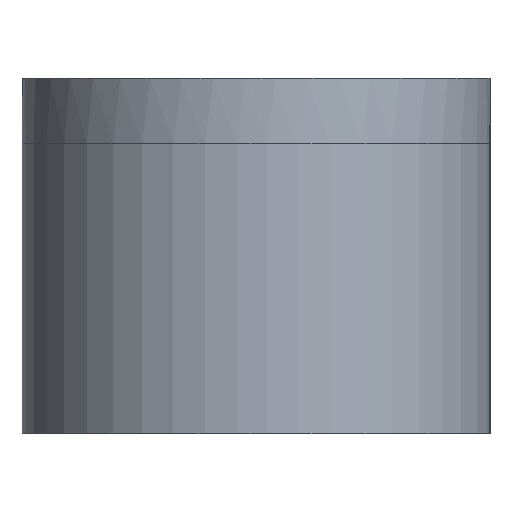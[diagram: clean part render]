
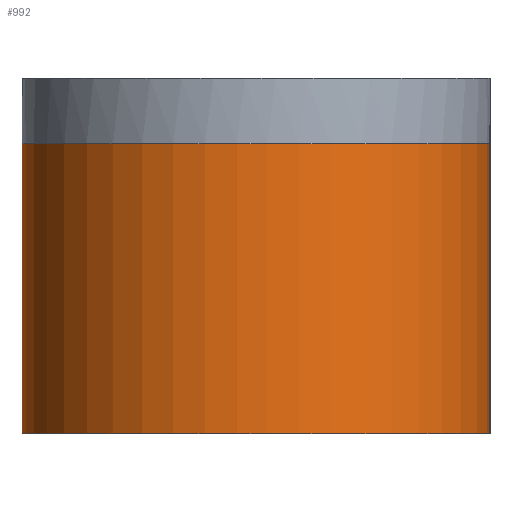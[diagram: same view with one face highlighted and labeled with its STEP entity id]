
A CAD part, left-side view. The second image highlights one B-rep face of the part: STEP entity #992.
In plain terms, the highlighted free-form (B-spline) face has degree [2, 1] with [5, 2] control points.
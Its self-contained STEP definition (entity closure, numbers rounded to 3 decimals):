
#243 = VERTEX_POINT('',#244);
#244 = CARTESIAN_POINT('',(-21.057,7.153,-10.881
    ));
#249 = EDGE_CURVE('',#250,#243,#252,.T.);
#250 = VERTEX_POINT('',#251);
#251 = CARTESIAN_POINT('',(-21.057,7.153,-2.015
    ));
#252 = B_SPLINE_CURVE_WITH_KNOTS('',1,(#253,#254),.UNSPECIFIED.,.F.,.F.,
  (2,2),(2.5,13.5),.PIECEWISE_BEZIER_KNOTS.);
#253 = CARTESIAN_POINT('',(-21.057,7.153,-2.015
    ));
#254 = CARTESIAN_POINT('',(-21.057,7.153,-10.881
    ));
#692 = VERTEX_POINT('',#693);
#693 = CARTESIAN_POINT('',(-21.057,-7.153,
    -2.015));
#700 = EDGE_CURVE('',#692,#250,#701,.T.);
#701 = ( BOUNDED_CURVE() B_SPLINE_CURVE(2,(#702,#703,#704,#705,#706),
.UNSPECIFIED.,.F.,.F.) B_SPLINE_CURVE_WITH_KNOTS((3,2,3),(3.142,
4.712,6.283),.PIECEWISE_BEZIER_KNOTS.) CURVE() 
GEOMETRIC_REPRESENTATION_ITEM() RATIONAL_B_SPLINE_CURVE((1.,
0.707,1.,0.707,1.)) REPRESENTATION_ITEM('') );
#702 = CARTESIAN_POINT('',(-21.057,-7.153,
    -2.015));
#703 = CARTESIAN_POINT('',(-28.211,-7.153,
    -2.015));
#704 = CARTESIAN_POINT('',(-28.211,0.,
    -2.015));
#705 = CARTESIAN_POINT('',(-28.211,7.153,-2.015
    ));
#706 = CARTESIAN_POINT('',(-21.057,7.153,-2.015
    ));
#992 = ADVANCED_FACE('',(#993),#1012,.T.);
#993 = FACE_BOUND('',#994,.T.);
#994 = EDGE_LOOP('',(#995,#996,#997,#1007));
#995 = ORIENTED_EDGE('',*,*,#700,.T.);
#996 = ORIENTED_EDGE('',*,*,#249,.T.);
#997 = ORIENTED_EDGE('',*,*,#998,.F.);
#998 = EDGE_CURVE('',#999,#243,#1001,.T.);
#999 = VERTEX_POINT('',#1000);
#1000 = CARTESIAN_POINT('',(-21.057,-7.153,
    -10.881));
#1001 = ( BOUNDED_CURVE() B_SPLINE_CURVE(2,(#1002,#1003,#1004,#1005,
#1006),.UNSPECIFIED.,.F.,.F.) B_SPLINE_CURVE_WITH_KNOTS((3,2,3),(
    3.142,4.712,6.283),
.PIECEWISE_BEZIER_KNOTS.) CURVE() GEOMETRIC_REPRESENTATION_ITEM() 
RATIONAL_B_SPLINE_CURVE((1.,0.707,1.,0.707,1.)) 
REPRESENTATION_ITEM('') );
#1002 = CARTESIAN_POINT('',(-21.057,-7.153,
    -10.881));
#1003 = CARTESIAN_POINT('',(-28.211,-7.153,
    -10.881));
#1004 = CARTESIAN_POINT('',(-28.211,0.,
    -10.881));
#1005 = CARTESIAN_POINT('',(-28.211,7.153,
    -10.881));
#1006 = CARTESIAN_POINT('',(-21.057,7.153,
    -10.881));
#1007 = ORIENTED_EDGE('',*,*,#1008,.F.);
#1008 = EDGE_CURVE('',#692,#999,#1009,.T.);
#1009 = B_SPLINE_CURVE_WITH_KNOTS('',1,(#1010,#1011),.UNSPECIFIED.,.F.,
  .F.,(2,2),(2.5,13.5),.PIECEWISE_BEZIER_KNOTS.);
#1010 = CARTESIAN_POINT('',(-21.057,-7.153,
    -2.015));
#1011 = CARTESIAN_POINT('',(-21.057,-7.153,
    -10.881));
#1012 = ( BOUNDED_SURFACE() B_SPLINE_SURFACE(2,1,(
    (#1013,#1014)
    ,(#1015,#1016)
    ,(#1017,#1018)
    ,(#1019,#1020)
    ,(#1021,#1022
)),.UNSPECIFIED.,.F.,.F.,.F.) B_SPLINE_SURFACE_WITH_KNOTS((3,2,3),(2,2),
  (3.142,4.712,6.283),(2.5,13.5),
.PIECEWISE_BEZIER_KNOTS.) GEOMETRIC_REPRESENTATION_ITEM() 
RATIONAL_B_SPLINE_SURFACE((
    (1.,1.)
    ,(0.707,0.707)
    ,(1.,1.)
    ,(0.707,0.707)
,(1.,1.))) REPRESENTATION_ITEM('') SURFACE() );
#1013 = CARTESIAN_POINT('',(-21.057,-7.153,
    -2.015));
#1014 = CARTESIAN_POINT('',(-21.057,-7.153,
    -10.881));
#1015 = CARTESIAN_POINT('',(-28.211,-7.153,
    -2.015));
#1016 = CARTESIAN_POINT('',(-28.211,-7.153,
    -10.881));
#1017 = CARTESIAN_POINT('',(-28.211,0.,
    -2.015));
#1018 = CARTESIAN_POINT('',(-28.211,0.,
    -10.881));
#1019 = CARTESIAN_POINT('',(-28.211,7.153,
    -2.015));
#1020 = CARTESIAN_POINT('',(-28.211,7.153,
    -10.881));
#1021 = CARTESIAN_POINT('',(-21.057,7.153,
    -2.015));
#1022 = CARTESIAN_POINT('',(-21.057,7.153,
    -10.881));
